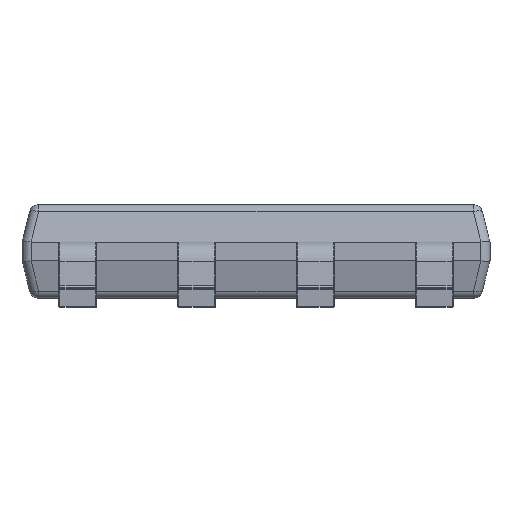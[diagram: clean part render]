
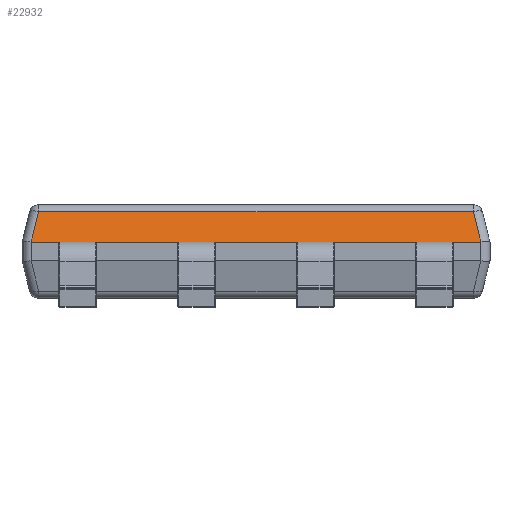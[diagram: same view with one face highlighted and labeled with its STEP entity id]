
A CAD part, left-side view. The second image highlights one B-rep face of the part: STEP entity #22932.
In plain terms, the highlighted planar face has unit normal (-0.97, 0, 0.242).
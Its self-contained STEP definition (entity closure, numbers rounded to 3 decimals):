
#542 = LINE ( 'NONE', #728, #31955 ) ;
#728 = CARTESIAN_POINT ( 'NONE',  ( -2.419, 0., 1.024 ) ) ;
#934 = CARTESIAN_POINT ( 'NONE',  ( -2.5, -2.4, 0.7 ) ) ;
#3836 = ORIENTED_EDGE ( 'NONE', *, *, #8580, .F. ) ;
#4118 =( BOUNDED_CURVE ( )  B_SPLINE_CURVE ( 3, ( #934, #6556, #18496, #30370 ),
 .UNSPECIFIED., .F., .T. ) 
 B_SPLINE_CURVE_WITH_KNOTS ( ( 4, 4 ),
 ( 0., 0.029 ),
 .UNSPECIFIED. ) 
 CURVE ( )  GEOMETRIC_REPRESENTATION_ITEM ( )  RATIONAL_B_SPLINE_CURVE ( ( 1., 1., 1., 1. ) ) 
 REPRESENTATION_ITEM ( '' )  );
#5183 = CARTESIAN_POINT ( 'NONE',  ( -2.5, -2.403, 0.7 ) ) ;
#6556 = CARTESIAN_POINT ( 'NONE',  ( -2.5, -2.401, 0.7 ) ) ;
#7780 = PLANE ( 'NONE',  #14263 ) ;
#8099 = ORIENTED_EDGE ( 'NONE', *, *, #29702, .T. ) ;
#8230 = EDGE_CURVE ( 'NONE', #15769, #36166, #4118, .T. ) ;
#8445 = VECTOR ( 'NONE', #19190, 1000. ) ;
#8580 = EDGE_CURVE ( 'NONE', #15769, #15393, #34968, .T. ) ;
#8747 = DIRECTION ( 'NONE',  ( -0.97, 0., 0.243 ) ) ;
#9005 = CARTESIAN_POINT ( 'NONE',  ( -2.5, 2.401, 0.7 ) ) ;
#9324 = DIRECTION ( 'NONE',  ( 0., 1., 0. ) ) ;
#9805 = CARTESIAN_POINT ( 'NONE',  ( -2.272, 2.175, 1.612 ) ) ;
#10811 = VERTEX_POINT ( 'NONE', #23690 ) ;
#10857 = EDGE_CURVE ( 'NONE', #16215, #12229, #542, .T. ) ;
#12229 = VERTEX_POINT ( 'NONE', #30229 ) ;
#12323 = CARTESIAN_POINT ( 'NONE',  ( -2.5, 2.403, 0.7 ) ) ;
#13848 = FACE_OUTER_BOUND ( 'NONE', #31426, .T. ) ;
#14263 = AXIS2_PLACEMENT_3D ( 'NONE', #23966, #8747, #9324 ) ;
#15393 = VERTEX_POINT ( 'NONE', #28659 ) ;
#15769 = VERTEX_POINT ( 'NONE', #22178 ) ;
#16215 = VERTEX_POINT ( 'NONE', #35918 ) ;
#18496 = CARTESIAN_POINT ( 'NONE',  ( -2.5, -2.402, 0.7 ) ) ;
#18859 = DIRECTION ( 'NONE',  ( 0., 1., 0. ) ) ;
#19190 = DIRECTION ( 'NONE',  ( -0.236, 0.236, -0.943 ) ) ;
#20126 = EDGE_CURVE ( 'NONE', #12229, #10811, #21718, .T. ) ;
#21718 = LINE ( 'NONE', #9805, #8445 ) ;
#22178 = CARTESIAN_POINT ( 'NONE',  ( -2.5, -2.4, 0.7 ) ) ;
#22831 = CARTESIAN_POINT ( 'NONE',  ( -2.5, 2.5, 0.7 ) ) ;
#22932 = ADVANCED_FACE ( 'NONE', ( #13848 ), #7780, .T. ) ;
#23398 = ORIENTED_EDGE ( 'NONE', *, *, #28847, .T. ) ;
#23690 = CARTESIAN_POINT ( 'NONE',  ( -2.5, 2.403, 0.7 ) ) ;
#23966 = CARTESIAN_POINT ( 'NONE',  ( -2.4, 0., 1.1 ) ) ;
#24127 = ORIENTED_EDGE ( 'NONE', *, *, #20126, .T. ) ;
#24617 = CARTESIAN_POINT ( 'NONE',  ( -2.5, 2.4, 0.7 ) ) ;
#25744 = ORIENTED_EDGE ( 'NONE', *, *, #10857, .T. ) ;
#28659 = CARTESIAN_POINT ( 'NONE',  ( -2.5, 2.4, 0.7 ) ) ;
#28847 = EDGE_CURVE ( 'NONE', #36166, #16215, #31174, .T. ) ;
#29702 = EDGE_CURVE ( 'NONE', #10811, #15393, #35020, .T. ) ;
#30229 = CARTESIAN_POINT ( 'NONE',  ( -2.419, 2.322, 1.024 ) ) ;
#30370 = CARTESIAN_POINT ( 'NONE',  ( -2.5, -2.403, 0.7 ) ) ;
#31174 = LINE ( 'NONE', #37407, #35118 ) ;
#31426 = EDGE_LOOP ( 'NONE', ( #24127, #8099, #3836, #34925, #23398, #25744 ) ) ;
#31955 = VECTOR ( 'NONE', #18859, 1000. ) ;
#33691 = VECTOR ( 'NONE', #38260, 1000. ) ;
#34866 = DIRECTION ( 'NONE',  ( 0.236, 0.236, 0.943 ) ) ;
#34925 = ORIENTED_EDGE ( 'NONE', *, *, #8230, .T. ) ;
#34968 = LINE ( 'NONE', #22831, #33691 ) ;
#35020 =( BOUNDED_CURVE ( )  B_SPLINE_CURVE ( 3, ( #12323, #36134, #9005, #24617 ),
 .UNSPECIFIED., .F., .F. ) 
 B_SPLINE_CURVE_WITH_KNOTS ( ( 4, 4 ),
 ( 6.254, 6.283 ),
 .UNSPECIFIED. ) 
 CURVE ( )  GEOMETRIC_REPRESENTATION_ITEM ( )  RATIONAL_B_SPLINE_CURVE ( ( 1., 1., 1., 1. ) ) 
 REPRESENTATION_ITEM ( '' )  );
#35118 = VECTOR ( 'NONE', #34866, 1000. ) ;
#35918 = CARTESIAN_POINT ( 'NONE',  ( -2.419, -2.322, 1.024 ) ) ;
#36134 = CARTESIAN_POINT ( 'NONE',  ( -2.5, 2.402, 0.7 ) ) ;
#36166 = VERTEX_POINT ( 'NONE', #5183 ) ;
#37407 = CARTESIAN_POINT ( 'NONE',  ( -2.272, -2.175, 1.612 ) ) ;
#38260 = DIRECTION ( 'NONE',  ( 0., 1., 0. ) ) ;
